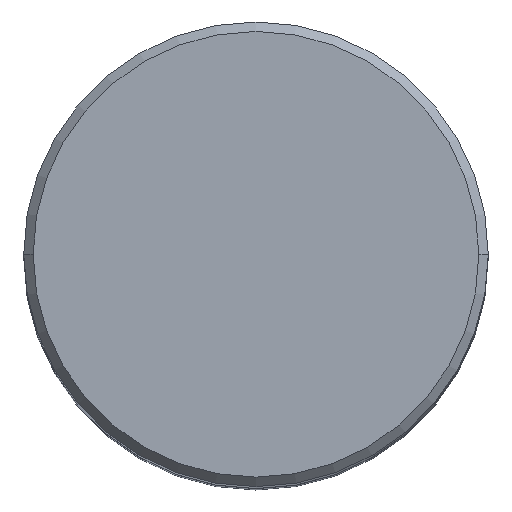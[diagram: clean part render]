
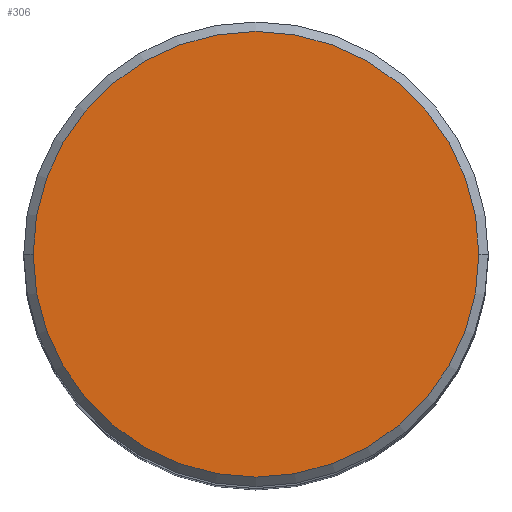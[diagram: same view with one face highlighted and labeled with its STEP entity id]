
A CAD part, top view. The second image highlights one B-rep face of the part: STEP entity #306.
In plain terms, the highlighted planar face has unit normal (0, 0, 1).
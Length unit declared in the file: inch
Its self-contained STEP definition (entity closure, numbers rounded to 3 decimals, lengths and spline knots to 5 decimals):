
#11 = AXIS2_PLACEMENT_3D ( 'NONE', #227, #399, #355 ) ;
#18 = PLANE ( 'NONE',  #489 ) ;
#101 = DIRECTION ( 'NONE',  ( 1., 0., 0. ) ) ;
#154 = CARTESIAN_POINT ( 'NONE',  ( 0., 0.47215, 0. ) ) ;
#167 = EDGE_CURVE ( 'NONE', #351, #244, #222, .T. ) ;
#183 = EDGE_CURVE ( 'NONE', #244, #351, #184, .T. ) ;
#184 = CIRCLE ( 'NONE', #385, 0.47215 ) ;
#220 = ORIENTED_EDGE ( 'NONE', *, *, #167, .T. ) ;
#222 = CIRCLE ( 'NONE', #11, 0.47215 ) ;
#224 = DIRECTION ( 'NONE',  ( 0., 0., 1. ) ) ;
#227 = CARTESIAN_POINT ( 'NONE',  ( 0., 0., 0. ) ) ;
#242 = CARTESIAN_POINT ( 'NONE',  ( 0.47215, 0., 0. ) ) ;
#244 = VERTEX_POINT ( 'NONE', #242 ) ;
#288 = DIRECTION ( 'NONE',  ( 0., 0., -1. ) ) ;
#296 = EDGE_LOOP ( 'NONE', ( #220, #460 ) ) ;
#306 = ADVANCED_FACE ( 'NONE', ( #407 ), #18, .F. ) ;
#318 = CARTESIAN_POINT ( 'NONE',  ( 0., 0., 0. ) ) ;
#320 = DIRECTION ( 'NONE',  ( -1., 0., 0. ) ) ;
#351 = VERTEX_POINT ( 'NONE', #457 ) ;
#355 = DIRECTION ( 'NONE',  ( 1., 0., 0. ) ) ;
#385 = AXIS2_PLACEMENT_3D ( 'NONE', #318, #224, #101 ) ;
#399 = DIRECTION ( 'NONE',  ( 0., 0., 1. ) ) ;
#407 = FACE_OUTER_BOUND ( 'NONE', #296, .T. ) ;
#457 = CARTESIAN_POINT ( 'NONE',  ( -0.47215, 0., 0. ) ) ;
#460 = ORIENTED_EDGE ( 'NONE', *, *, #183, .T. ) ;
#489 = AXIS2_PLACEMENT_3D ( 'NONE', #154, #288, #320 ) ;
